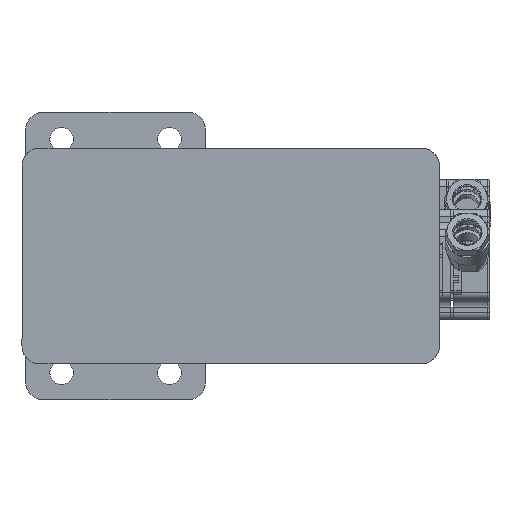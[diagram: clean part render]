
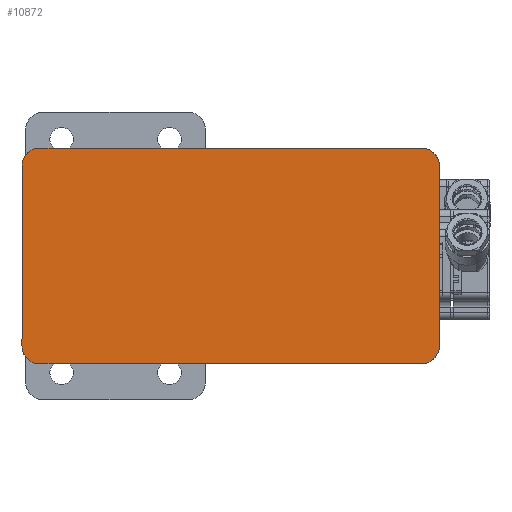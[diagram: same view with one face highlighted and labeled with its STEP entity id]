
A CAD part, front view. The second image highlights one B-rep face of the part: STEP entity #10872.
In plain terms, the highlighted face is planar.
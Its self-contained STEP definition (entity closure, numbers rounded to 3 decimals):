
#941 = AXIS2_PLACEMENT_3D ( 'NONE', #35828, #19330, #14175 ) ;
#1197 = EDGE_CURVE ( 'NONE', #9178, #12874, #31598, .T. ) ;
#9178 = VERTEX_POINT ( 'NONE', #55527 ) ;
#10872 = ADVANCED_FACE ( 'NONE', ( #15883 ), #37825, .T. ) ;
#11238 = CARTESIAN_POINT ( 'NONE',  ( -25., 21.002, -56. ) ) ;
#12829 = EDGE_CURVE ( 'NONE', #58845, #17536, #52423, .T. ) ;
#12874 = VERTEX_POINT ( 'NONE', #24167 ) ;
#14175 = DIRECTION ( 'NONE',  ( -1., 0., 0. ) ) ;
#15416 = DIRECTION ( 'NONE',  ( 0., 0., -1. ) ) ;
#15883 = FACE_OUTER_BOUND ( 'NONE', #53882, .T. ) ;
#17536 = VERTEX_POINT ( 'NONE', #63341 ) ;
#19330 = DIRECTION ( 'NONE',  ( 0., 0., -1. ) ) ;
#19661 = CARTESIAN_POINT ( 'NONE',  ( 25., -90.001, -56. ) ) ;
#21574 = VECTOR ( 'NONE', #47567, 1000. ) ;
#21591 = ORIENTED_EDGE ( 'NONE', *, *, #27165, .T. ) ;
#21706 = DIRECTION ( 'NONE',  ( -1., 0., 0. ) ) ;
#22146 = ORIENTED_EDGE ( 'NONE', *, *, #12829, .T. ) ;
#22986 = CARTESIAN_POINT ( 'NONE',  ( -25., 26.004, -56. ) ) ;
#23449 = LINE ( 'NONE', #45000, #35079 ) ;
#24147 = DIRECTION ( 'NONE',  ( 0., 1., 0. ) ) ;
#24167 = CARTESIAN_POINT ( 'NONE',  ( -25., -90.001, -56. ) ) ;
#24441 = CARTESIAN_POINT ( 'NONE',  ( 25., 26.004, -56. ) ) ;
#25121 = EDGE_CURVE ( 'NONE', #58518, #58845, #49975, .T. ) ;
#25805 = ORIENTED_EDGE ( 'NONE', *, *, #36173, .T. ) ;
#26034 = CARTESIAN_POINT ( 'NONE',  ( -30.002, 21.002, -56. ) ) ;
#27165 = EDGE_CURVE ( 'NONE', #45679, #9178, #66985, .T. ) ;
#27228 = DIRECTION ( 'NONE',  ( 0., 0., -1. ) ) ;
#27446 = ORIENTED_EDGE ( 'NONE', *, *, #51838, .T. ) ;
#30510 = LINE ( 'NONE', #41110, #21574 ) ;
#31598 = LINE ( 'NONE', #19661, #51395 ) ;
#32015 = CARTESIAN_POINT ( 'NONE',  ( -25., 21.002, -56. ) ) ;
#32223 = DIRECTION ( 'NONE',  ( 0., 0., -1. ) ) ;
#35079 = VECTOR ( 'NONE', #24147, 1000. ) ;
#35482 = DIRECTION ( 'NONE',  ( -1., 0., 0. ) ) ;
#35828 = CARTESIAN_POINT ( 'NONE',  ( 25., 21.002, -56. ) ) ;
#36173 = EDGE_CURVE ( 'NONE', #12874, #50610, #51605, .T. ) ;
#36380 = DIRECTION ( 'NONE',  ( -1., 0., 0. ) ) ;
#37688 = DIRECTION ( 'NONE',  ( -1., 0., 0. ) ) ;
#37825 = PLANE ( 'NONE',  #46729 ) ;
#39636 = AXIS2_PLACEMENT_3D ( 'NONE', #50987, #66435, #56158 ) ;
#39683 = CARTESIAN_POINT ( 'NONE',  ( -30.002, -84.998, -56. ) ) ;
#41110 = CARTESIAN_POINT ( 'NONE',  ( 30.002, 21.002, -56. ) ) ;
#42952 = CARTESIAN_POINT ( 'NONE',  ( 30.002, -84.998, -56. ) ) ;
#45000 = CARTESIAN_POINT ( 'NONE',  ( -30.002, -84.998, -56. ) ) ;
#45679 = VERTEX_POINT ( 'NONE', #42952 ) ;
#46035 = ORIENTED_EDGE ( 'NONE', *, *, #1197, .T. ) ;
#46729 = AXIS2_PLACEMENT_3D ( 'NONE', #32015, #27228, #21706 ) ;
#47567 = DIRECTION ( 'NONE',  ( 0., -1., 0. ) ) ;
#49406 = EDGE_CURVE ( 'NONE', #17536, #45679, #30510, .T. ) ;
#49975 = LINE ( 'NONE', #61923, #60773 ) ;
#50610 = VERTEX_POINT ( 'NONE', #39683 ) ;
#50987 = CARTESIAN_POINT ( 'NONE',  ( 25., -84.998, -56. ) ) ;
#51395 = VECTOR ( 'NONE', #35482, 1000. ) ;
#51605 = CIRCLE ( 'NONE', #56021, 5.002 ) ;
#51838 = EDGE_CURVE ( 'NONE', #64433, #58518, #55522, .T. ) ;
#52423 = CIRCLE ( 'NONE', #941, 5.002 ) ;
#53882 = EDGE_LOOP ( 'NONE', ( #27446, #59628, #22146, #60289, #21591, #46035, #25805, #66461 ) ) ;
#55128 = DIRECTION ( 'NONE',  ( 1., 0., 0. ) ) ;
#55522 = CIRCLE ( 'NONE', #64286, 5.002 ) ;
#55527 = CARTESIAN_POINT ( 'NONE',  ( 25., -90.001, -56. ) ) ;
#56021 = AXIS2_PLACEMENT_3D ( 'NONE', #62416, #15416, #36380 ) ;
#56158 = DIRECTION ( 'NONE',  ( -1., 0., 0. ) ) ;
#58518 = VERTEX_POINT ( 'NONE', #22986 ) ;
#58845 = VERTEX_POINT ( 'NONE', #24441 ) ;
#59628 = ORIENTED_EDGE ( 'NONE', *, *, #25121, .T. ) ;
#60289 = ORIENTED_EDGE ( 'NONE', *, *, #49406, .T. ) ;
#60773 = VECTOR ( 'NONE', #55128, 1000. ) ;
#61923 = CARTESIAN_POINT ( 'NONE',  ( -25., 26.004, -56. ) ) ;
#62416 = CARTESIAN_POINT ( 'NONE',  ( -25., -84.998, -56. ) ) ;
#63341 = CARTESIAN_POINT ( 'NONE',  ( 30.002, 21.002, -56. ) ) ;
#64286 = AXIS2_PLACEMENT_3D ( 'NONE', #11238, #32223, #37688 ) ;
#64433 = VERTEX_POINT ( 'NONE', #26034 ) ;
#65122 = EDGE_CURVE ( 'NONE', #50610, #64433, #23449, .T. ) ;
#66435 = DIRECTION ( 'NONE',  ( 0., 0., -1. ) ) ;
#66461 = ORIENTED_EDGE ( 'NONE', *, *, #65122, .T. ) ;
#66985 = CIRCLE ( 'NONE', #39636, 5.002 ) ;
